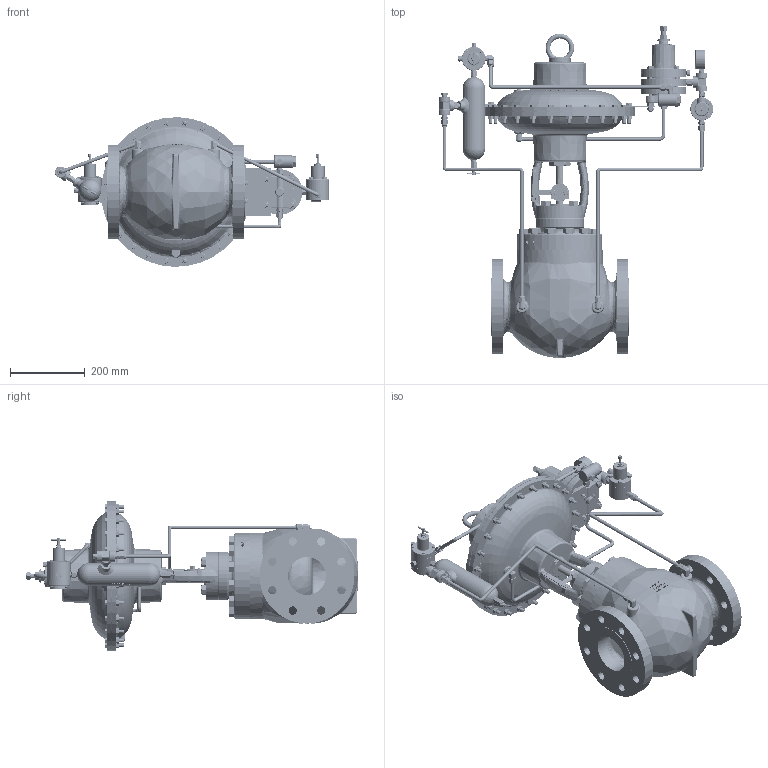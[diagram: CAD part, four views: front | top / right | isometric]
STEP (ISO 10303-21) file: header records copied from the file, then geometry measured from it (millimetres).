
FILE_DESCRIPTION (( 'STEP AP203' ), '1' );
FILE_NAME ('4 INCH HPCV PB PO 300RF (30 HPPR).STEP', '2016-11-15T14:17:07', ( 'PCTech' ), ( 'Microsoft' ), 'SwSTEP 2.0', 'SolidWorks 2016', '' );
FILE_SCHEMA (( 'CONFIG_CONTROL_DESIGN' ));
Length unit declared in the file: inch
Products named in the file (1): 4 INCH HPCV PB PO 300RF (30 HPPR)
Bounding box: 733.75 x 888.11 x 400.05 mm (x, y, z)
Volume: 28831630.2 mm3; surface area: 2820560 mm2
Topology: 185 solids, 185 shells, 7405 faces, 17526 edges, 10710 vertices
Faces by surface type: plane 2817, bspline 1550, cone 1471, cylinder 1013, torus 451, sphere 103
Entity records: 394325 total; most frequent: CARTESIAN_POINT 239391, ORIENTED_EDGE 34738, DIRECTION 27935, EDGE_CURVE 17369, AXIS2_PLACEMENT_3D 10936, VERTEX_POINT 10710, EDGE_LOOP 7829, ADVANCED_FACE 7405
